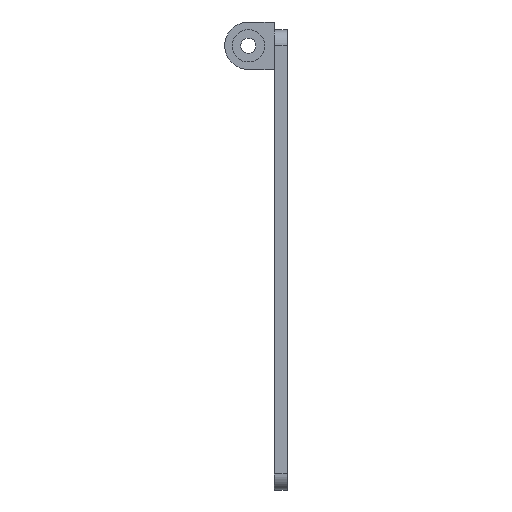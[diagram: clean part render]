
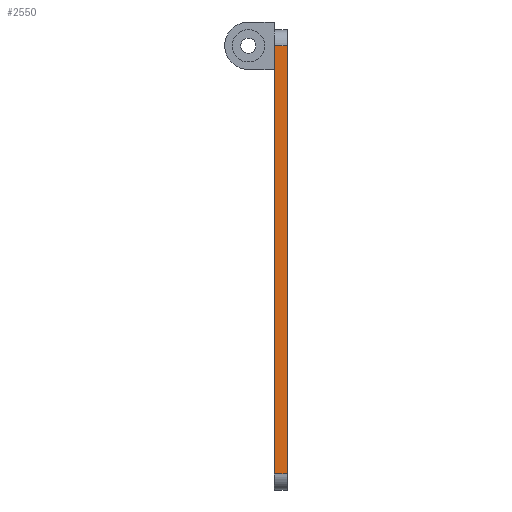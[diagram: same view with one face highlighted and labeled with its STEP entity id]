
A CAD part, left-side view. The second image highlights one B-rep face of the part: STEP entity #2550.
In plain terms, the highlighted planar face has unit normal (-1, 0, 0).
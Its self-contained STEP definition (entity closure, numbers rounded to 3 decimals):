
#4 = FACE_OUTER_BOUND ( 'NONE', #550, .T. ) ;
#142 = AXIS2_PLACEMENT_3D ( 'NONE', #2631, #2636, #2630 ) ;
#550 = EDGE_LOOP ( 'NONE', ( #2666, #2670, #2677, #2687 ) ) ;
#704 = CARTESIAN_POINT ( 'NONE',  ( -108.25, 3., -49.5 ) ) ;
#721 = DIRECTION ( 'NONE',  ( 0., 0., 1. ) ) ;
#763 = CARTESIAN_POINT ( 'NONE',  ( -108.25, 3., 49.5 ) ) ;
#765 = DIRECTION ( 'NONE',  ( 0., -1., 0. ) ) ;
#827 = CARTESIAN_POINT ( 'NONE',  ( -108.25, 3., -49.5 ) ) ;
#834 = DIRECTION ( 'NONE',  ( 0., -1., 0. ) ) ;
#870 = CARTESIAN_POINT ( 'NONE',  ( -108.25, 0., -49.5 ) ) ;
#879 = DIRECTION ( 'NONE',  ( 0., 0., 1. ) ) ;
#1143 = VERTEX_POINT ( 'NONE', #1306 ) ;
#1172 = VERTEX_POINT ( 'NONE', #1356 ) ;
#1198 = VERTEX_POINT ( 'NONE', #1334 ) ;
#1220 = VERTEX_POINT ( 'NONE', #1363 ) ;
#1306 = CARTESIAN_POINT ( 'NONE',  ( -108.25, 3., -49.5 ) ) ;
#1334 = CARTESIAN_POINT ( 'NONE',  ( -108.25, 0., 49.5 ) ) ;
#1356 = CARTESIAN_POINT ( 'NONE',  ( -108.25, 3., 49.5 ) ) ;
#1363 = CARTESIAN_POINT ( 'NONE',  ( -108.25, 0., -49.5 ) ) ;
#1776 = VECTOR ( 'NONE', #721, 1000. ) ;
#1784 = LINE ( 'NONE', #763, #1786 ) ;
#1786 = VECTOR ( 'NONE', #765, 1000. ) ;
#1807 = LINE ( 'NONE', #704, #1776 ) ;
#1818 = VECTOR ( 'NONE', #879, 1000. ) ;
#1834 = LINE ( 'NONE', #870, #1818 ) ;
#1836 = LINE ( 'NONE', #827, #1839 ) ;
#1839 = VECTOR ( 'NONE', #834, 1000. ) ;
#2235 = EDGE_CURVE ( 'NONE', #1143, #1172, #1807, .T. ) ;
#2257 = EDGE_CURVE ( 'NONE', #1172, #1198, #1784, .T. ) ;
#2277 = EDGE_CURVE ( 'NONE', #1143, #1220, #1836, .T. ) ;
#2289 = EDGE_CURVE ( 'NONE', #1220, #1198, #1834, .T. ) ;
#2550 = ADVANCED_FACE ( 'NONE', ( #4 ), #2635, .F. ) ;
#2630 = DIRECTION ( 'NONE',  ( 0., 0., -1. ) ) ;
#2631 = CARTESIAN_POINT ( 'NONE',  ( -108.25, 3., -49.5 ) ) ;
#2635 = PLANE ( 'NONE',  #142 ) ;
#2636 = DIRECTION ( 'NONE',  ( 1., 0., 0. ) ) ;
#2666 = ORIENTED_EDGE ( 'NONE', *, *, #2289, .T. ) ;
#2670 = ORIENTED_EDGE ( 'NONE', *, *, #2257, .F. ) ;
#2677 = ORIENTED_EDGE ( 'NONE', *, *, #2235, .F. ) ;
#2687 = ORIENTED_EDGE ( 'NONE', *, *, #2277, .T. ) ;
